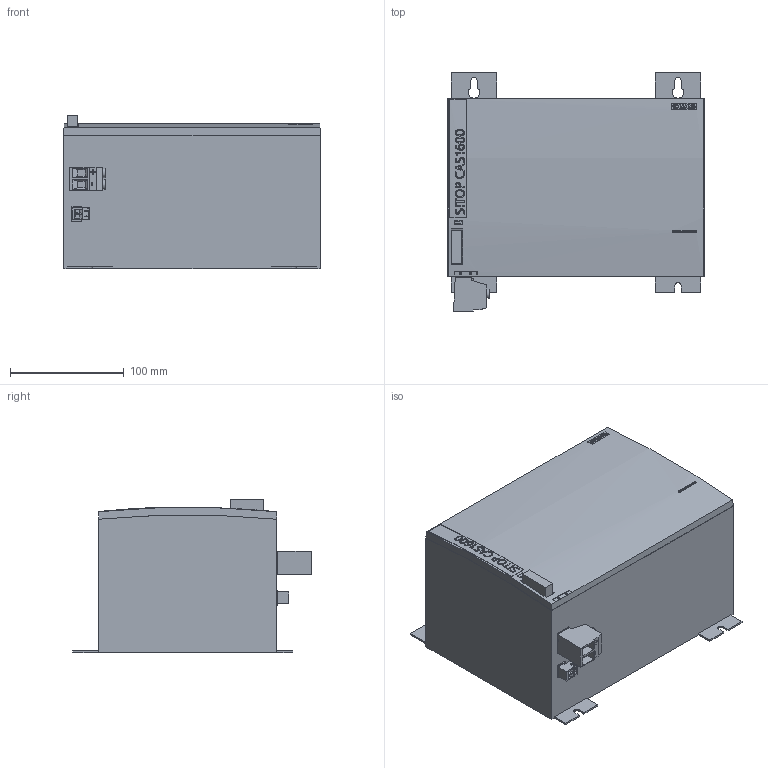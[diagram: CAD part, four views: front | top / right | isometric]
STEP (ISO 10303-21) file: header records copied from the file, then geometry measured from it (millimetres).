
FILE_DESCRIPTION(/* description */ (''),/* implementation_level */ '2;1');
FILE_NAME(/* name */ '6EP4136-0HA00-0AY0_3d.stp',/* time_stamp */ '2025-07-24T10:29:10+02:00',/* author */ (''),/* organization */ (''),/* preprocessor_version */ 'ST-DEVELOPER v20',/* originating_system */ 'SIEMENS PLM Software NX2406.3002',/* authorisation */ '');
FILE_SCHEMA (('AUTOMOTIVE_DESIGN { 1 0 10303 214 3 1 1 1 }'));
Products named in the file (1): A5E54379907T_RS-AA_002_1-6EP4136-0HA00-0AY0-low
Bounding box: 225.04 x 209.54 x 134.39 mm (x, y, z)
Volume: 4452271.1 mm3; surface area: 264519.2 mm2
Topology: 9 solids, 10 shells, 1158 faces, 3017 edges, 1973 vertices
Faces by surface type: plane 570, cylinder 304, extrusion 206, cone 55, bspline 23
Full cylindrical faces by diameter (mm): 0.6 x1, 3.783 x2, 4 x2, 6.3 x2, 8.3 x2
Entity records: 61501 total; most frequent: CARTESIAN_POINT 33245, ORIENTED_EDGE 5998, DIRECTION 4430, EDGE_CURVE 2999, VERTEX_POINT 1966, AXIS2_PLACEMENT_3D 1524, B_SPLINE_CURVE_WITH_KNOTS 1500, VECTOR 1382
